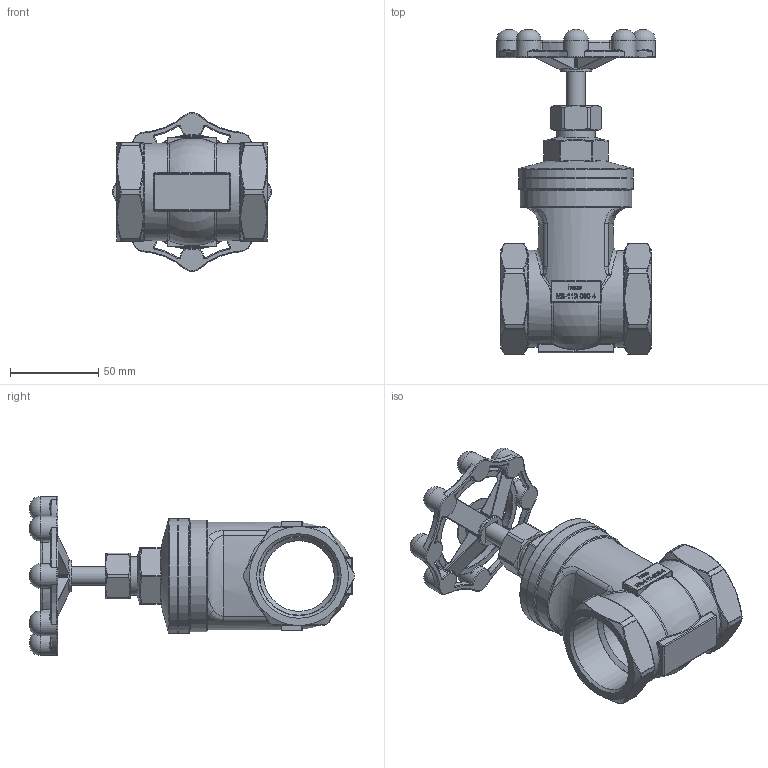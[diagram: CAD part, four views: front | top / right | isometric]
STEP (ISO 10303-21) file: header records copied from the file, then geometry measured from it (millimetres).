
FILE_DESCRIPTION (( 'STEP AP214' ), '1' );
FILE_NAME ('MS-112-000-4 Muffenschieber heco.STEP', '2013-12-19T11:15:48', ( 'test' ), ( '' ), 'SwSTEP 2.0', 'SolidWorks 2011', '' );
FILE_SCHEMA (( 'AUTOMOTIVE_DESIGN' ));
Length unit declared in the file: millimetre
Products named in the file (1): MS-112-000-4 Muffenschieber heco
Bounding box: 89.99 x 184.1 x 89.99 mm (x, y, z)
Volume: 303517.1 mm3; surface area: 62441.8 mm2
Topology: 2 solids, 2 shells, 1386 faces, 3430 edges, 1998 vertices
Faces by surface type: bspline 547, plane 338, cylinder 217, torus 183, sphere 62, cone 39
Full cylindrical faces by diameter (mm): 7.6 x1, 10.6 x1, 14 x8, 18 x1, 22 x1, 30 x1, 40 x1, 44.845 x2, 55 x2, 63 x1, 65 x2
Entity records: 75528 total; most frequent: CARTESIAN_POINT 31997, ORIENTED_EDGE 6492, DIRECTION 4927, EDGE_CURVE 3246, VERTEX_POINT 1960, AXIS2_PLACEMENT_3D 1928, EDGE_LOOP 1504, FACE_OUTER_BOUND 1421
